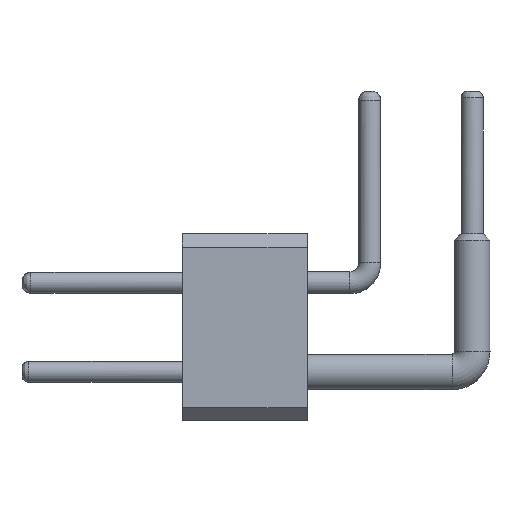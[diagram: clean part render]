
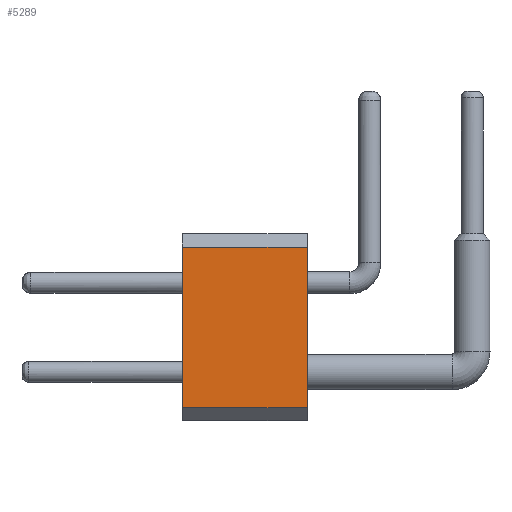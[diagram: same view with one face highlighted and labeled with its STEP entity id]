
A CAD part, left-side view. The second image highlights one B-rep face of the part: STEP entity #5289.
In plain terms, the highlighted planar face has unit normal (-1, 0, 0).
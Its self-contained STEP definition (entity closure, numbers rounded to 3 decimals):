
#682=CARTESIAN_POINT('',(0.,0.,-2.9));
#683=VERTEX_POINT('',#682);
#693=CARTESIAN_POINT('',(0.,0.,0.7));
#694=VERTEX_POINT('',#693);
#695=CARTESIAN_POINT('',(0.,0.,-2.9));
#696=CARTESIAN_POINT('',(0.,0.,-2.18));
#697=CARTESIAN_POINT('',(0.,0.,-1.46));
#698=CARTESIAN_POINT('',(0.,0.,-0.74));
#699=CARTESIAN_POINT('',(0.,0.,-0.02));
#700=CARTESIAN_POINT('',(0.,0.,0.7));
#701=B_SPLINE_CURVE_WITH_KNOTS('',5,(#695,#696,#697,#698,#699,#700),.UNSPECIFIED.,.F.,.U.,(6,6),(0.,3.6),.UNSPECIFIED.);
#702=EDGE_CURVE('',#683,#694,#701,.T.);
#2700=CARTESIAN_POINT('',(0.,2.8,-2.9));
#2701=VERTEX_POINT('',#2700);
#2711=CARTESIAN_POINT('',(0.,2.8,0.7));
#2712=VERTEX_POINT('',#2711);
#2713=CARTESIAN_POINT('',(0.,2.8,-2.9));
#2714=CARTESIAN_POINT('',(0.,2.8,-2.18));
#2715=CARTESIAN_POINT('',(0.,2.8,-1.46));
#2716=CARTESIAN_POINT('',(0.,2.8,-0.74));
#2717=CARTESIAN_POINT('',(0.,2.8,-0.02));
#2718=CARTESIAN_POINT('',(0.,2.8,0.7));
#2719=B_SPLINE_CURVE_WITH_KNOTS('',5,(#2713,#2714,#2715,#2716,#2717,#2718),.UNSPECIFIED.,.F.,.U.,(6,6),(0.,3.6),.UNSPECIFIED.);
#2720=EDGE_CURVE('',#2701,#2712,#2719,.T.);
#5113=CARTESIAN_POINT('',(0.,2.8,0.7));
#5114=CARTESIAN_POINT('',(0.,2.24,0.7));
#5115=CARTESIAN_POINT('',(0.,1.68,0.7));
#5116=CARTESIAN_POINT('',(0.,1.12,0.7));
#5117=CARTESIAN_POINT('',(0.,0.56,0.7));
#5118=CARTESIAN_POINT('',(0.,0.,0.7));
#5119=B_SPLINE_CURVE_WITH_KNOTS('',5,(#5113,#5114,#5115,#5116,#5117,#5118),.UNSPECIFIED.,.F.,.U.,(6,6),(0.,2.8),.UNSPECIFIED.);
#5120=EDGE_CURVE('',#2712,#694,#5119,.T.);
#5263=CARTESIAN_POINT('',(0.,2.8,-2.9));
#5264=CARTESIAN_POINT('',(0.,2.24,-2.9));
#5265=CARTESIAN_POINT('',(0.,1.68,-2.9));
#5266=CARTESIAN_POINT('',(0.,1.12,-2.9));
#5267=CARTESIAN_POINT('',(0.,0.56,-2.9));
#5268=CARTESIAN_POINT('',(0.,0.,-2.9));
#5269=B_SPLINE_CURVE_WITH_KNOTS('',5,(#5263,#5264,#5265,#5266,#5267,#5268),.UNSPECIFIED.,.F.,.U.,(6,6),(0.,2.8),.UNSPECIFIED.);
#5270=EDGE_CURVE('',#2701,#683,#5269,.T.);
#5278=CARTESIAN_POINT('',(0.,1.4,-1.1));
#5279=DIRECTION('',(0.,0.,1.));
#5280=DIRECTION('',(-1.,0.,0.));
#5281=AXIS2_PLACEMENT_3D('',#5278,#5280,#5279);
#5282=PLANE('',#5281);
#5283=ORIENTED_EDGE('',*,*,#2720,.F.);
#5284=ORIENTED_EDGE('',*,*,#5270,.T.);
#5285=ORIENTED_EDGE('',*,*,#702,.T.);
#5286=ORIENTED_EDGE('',*,*,#5120,.F.);
#5287=EDGE_LOOP('',(#5283,#5284,#5285,#5286));
#5288=FACE_OUTER_BOUND('',#5287,.T.);
#5289=ADVANCED_FACE('',(#5288),#5282,.T.);
